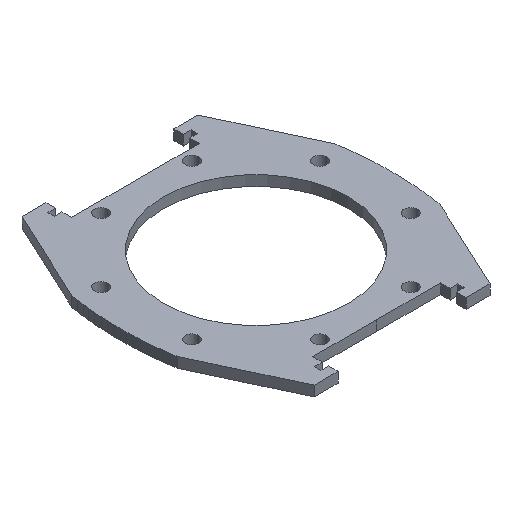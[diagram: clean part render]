
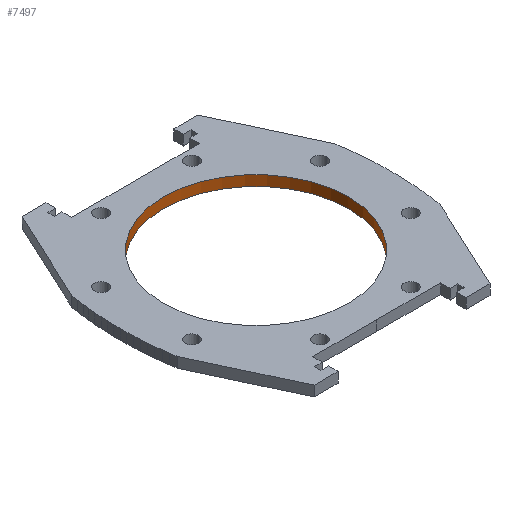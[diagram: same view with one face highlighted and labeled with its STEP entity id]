
A CAD part, isometric view. The second image highlights one B-rep face of the part: STEP entity #7497.
In plain terms, the highlighted cylindrical face has radius 14.5 mm (diameter 29 mm), a full revolution.
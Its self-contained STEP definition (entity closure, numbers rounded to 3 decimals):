
#83 = PLANE('',#84);
#84 = AXIS2_PLACEMENT_3D('',#85,#86,#87);
#85 = CARTESIAN_POINT('',(0.001,0.,1.6));
#86 = DIRECTION('',(0.,0.,1.));
#87 = DIRECTION('',(1.,0.,0.));
#137 = PLANE('',#138);
#138 = AXIS2_PLACEMENT_3D('',#139,#140,#141);
#139 = CARTESIAN_POINT('',(0.001,0.,
    0.));
#140 = DIRECTION('',(0.,0.,1.));
#141 = DIRECTION('',(1.,0.,0.));
#2409 = EDGE_CURVE('',#2410,#2410,#2412,.T.);
#2410 = VERTEX_POINT('',#2411);
#2411 = CARTESIAN_POINT('',(14.5,0.,0.));
#2412 = SURFACE_CURVE('',#2413,(#2418,#2425),.PCURVE_S1.);
#2413 = CIRCLE('',#2414,14.5);
#2414 = AXIS2_PLACEMENT_3D('',#2415,#2416,#2417);
#2415 = CARTESIAN_POINT('',(0.,0.,0.));
#2416 = DIRECTION('',(0.,0.,1.));
#2417 = DIRECTION('',(1.,0.,0.));
#2418 = PCURVE('',#137,#2419);
#2419 = DEFINITIONAL_REPRESENTATION('',(#2420),#2424);
#2420 = CIRCLE('',#2421,14.5);
#2421 = AXIS2_PLACEMENT_2D('',#2422,#2423);
#2422 = CARTESIAN_POINT('',(-0.001,0.));
#2423 = DIRECTION('',(1.,0.));
#2424 = ( GEOMETRIC_REPRESENTATION_CONTEXT(2) 
PARAMETRIC_REPRESENTATION_CONTEXT() REPRESENTATION_CONTEXT('2D SPACE',''
  ) );
#2425 = PCURVE('',#2426,#2431);
#2426 = CYLINDRICAL_SURFACE('',#2427,14.5);
#2427 = AXIS2_PLACEMENT_3D('',#2428,#2429,#2430);
#2428 = CARTESIAN_POINT('',(0.,0.,0.));
#2429 = DIRECTION('',(0.,0.,-1.));
#2430 = DIRECTION('',(1.,0.,0.));
#2431 = DEFINITIONAL_REPRESENTATION('',(#2432),#2436);
#2432 = LINE('',#2433,#2434);
#2433 = CARTESIAN_POINT('',(0.,0.));
#2434 = VECTOR('',#2435,1.);
#2435 = DIRECTION('',(-1.,0.));
#2436 = ( GEOMETRIC_REPRESENTATION_CONTEXT(2) 
PARAMETRIC_REPRESENTATION_CONTEXT() REPRESENTATION_CONTEXT('2D SPACE',''
  ) );
#4889 = EDGE_CURVE('',#4890,#4890,#4892,.T.);
#4890 = VERTEX_POINT('',#4891);
#4891 = CARTESIAN_POINT('',(14.5,0.,1.6));
#4892 = SURFACE_CURVE('',#4893,(#4898,#4905),.PCURVE_S1.);
#4893 = CIRCLE('',#4894,14.5);
#4894 = AXIS2_PLACEMENT_3D('',#4895,#4896,#4897);
#4895 = CARTESIAN_POINT('',(0.,0.,1.6));
#4896 = DIRECTION('',(0.,0.,1.));
#4897 = DIRECTION('',(1.,0.,0.));
#4898 = PCURVE('',#83,#4899);
#4899 = DEFINITIONAL_REPRESENTATION('',(#4900),#4904);
#4900 = CIRCLE('',#4901,14.5);
#4901 = AXIS2_PLACEMENT_2D('',#4902,#4903);
#4902 = CARTESIAN_POINT('',(-0.001,0.));
#4903 = DIRECTION('',(1.,0.));
#4904 = ( GEOMETRIC_REPRESENTATION_CONTEXT(2) 
PARAMETRIC_REPRESENTATION_CONTEXT() REPRESENTATION_CONTEXT('2D SPACE',''
  ) );
#4905 = PCURVE('',#2426,#4906);
#4906 = DEFINITIONAL_REPRESENTATION('',(#4907),#4911);
#4907 = LINE('',#4908,#4909);
#4908 = CARTESIAN_POINT('',(0.,-1.6));
#4909 = VECTOR('',#4910,1.);
#4910 = DIRECTION('',(-1.,0.));
#4911 = ( GEOMETRIC_REPRESENTATION_CONTEXT(2) 
PARAMETRIC_REPRESENTATION_CONTEXT() REPRESENTATION_CONTEXT('2D SPACE',''
  ) );
#7497 = ADVANCED_FACE('',(#7498),#2426,.F.);
#7498 = FACE_BOUND('',#7499,.T.);
#7499 = EDGE_LOOP('',(#7500,#7501,#7522,#7523));
#7500 = ORIENTED_EDGE('',*,*,#2409,.F.);
#7501 = ORIENTED_EDGE('',*,*,#7502,.T.);
#7502 = EDGE_CURVE('',#2410,#4890,#7503,.T.);
#7503 = SEAM_CURVE('',#7504,(#7508,#7515),.PCURVE_S1.);
#7504 = LINE('',#7505,#7506);
#7505 = CARTESIAN_POINT('',(14.5,0.,0.));
#7506 = VECTOR('',#7507,1.);
#7507 = DIRECTION('',(0.,0.,1.));
#7508 = PCURVE('',#2426,#7509);
#7509 = DEFINITIONAL_REPRESENTATION('',(#7510),#7514);
#7510 = LINE('',#7511,#7512);
#7511 = CARTESIAN_POINT('',(-6.283,0.));
#7512 = VECTOR('',#7513,1.);
#7513 = DIRECTION('',(0.,-1.));
#7514 = ( GEOMETRIC_REPRESENTATION_CONTEXT(2) 
PARAMETRIC_REPRESENTATION_CONTEXT() REPRESENTATION_CONTEXT('2D SPACE',''
  ) );
#7515 = PCURVE('',#2426,#7516);
#7516 = DEFINITIONAL_REPRESENTATION('',(#7517),#7521);
#7517 = LINE('',#7518,#7519);
#7518 = CARTESIAN_POINT('',(0.,0.));
#7519 = VECTOR('',#7520,1.);
#7520 = DIRECTION('',(0.,-1.));
#7521 = ( GEOMETRIC_REPRESENTATION_CONTEXT(2) 
PARAMETRIC_REPRESENTATION_CONTEXT() REPRESENTATION_CONTEXT('2D SPACE',''
  ) );
#7522 = ORIENTED_EDGE('',*,*,#4889,.T.);
#7523 = ORIENTED_EDGE('',*,*,#7502,.F.);
